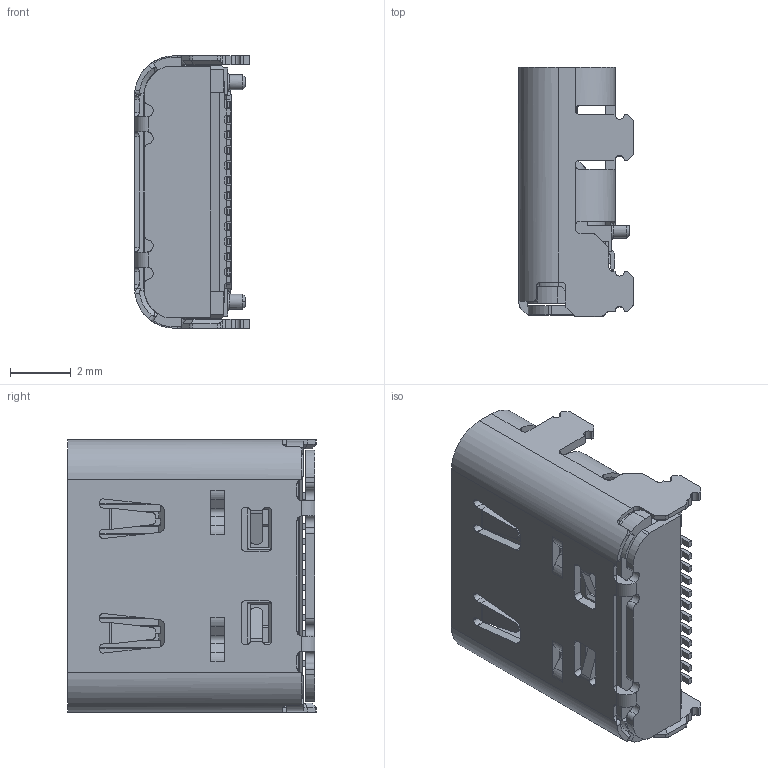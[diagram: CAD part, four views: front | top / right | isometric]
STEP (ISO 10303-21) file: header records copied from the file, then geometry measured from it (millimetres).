
FILE_DESCRIPTION((''),'2;1');
FILE_NAME('PRT0001_1_2_2_2','2021-01-16T',('fei.wu'),(''),'PRO/ENGINEER BY PARAMETRIC TECHNOLOGY CORPORATION, 2010280','PRO/ENGINEER BY PARAMETRIC TECHNOLOGY CORPORATION, 2010280','');
FILE_SCHEMA(('AUTOMOTIVE_DESIGN { 1 0 10303 214 1 1 1 1 }'));
Products named in the file (1): PRT0001_1_2_2_2
Bounding box: 3.76 x 8.17 x 8.94 mm (x, y, z)
Volume: 127.3 mm3; surface area: 576.8 mm2
Topology: 2 solids, 57 shells, 1983 faces, 5571 edges, 3658 vertices
Faces by surface type: plane 1557, cylinder 340, torus 50, cone 30, bspline 6
Entity records: 80734 total; most frequent: CARTESIAN_POINT 12419, ORIENTED_EDGE 11136, DIRECTION 10075, PRESENTATION_STYLE_ASSIGNMENT 5578, STYLED_ITEM 5570, CURVE_STYLE 5568, EDGE_CURVE 5568, VECTOR 4531
